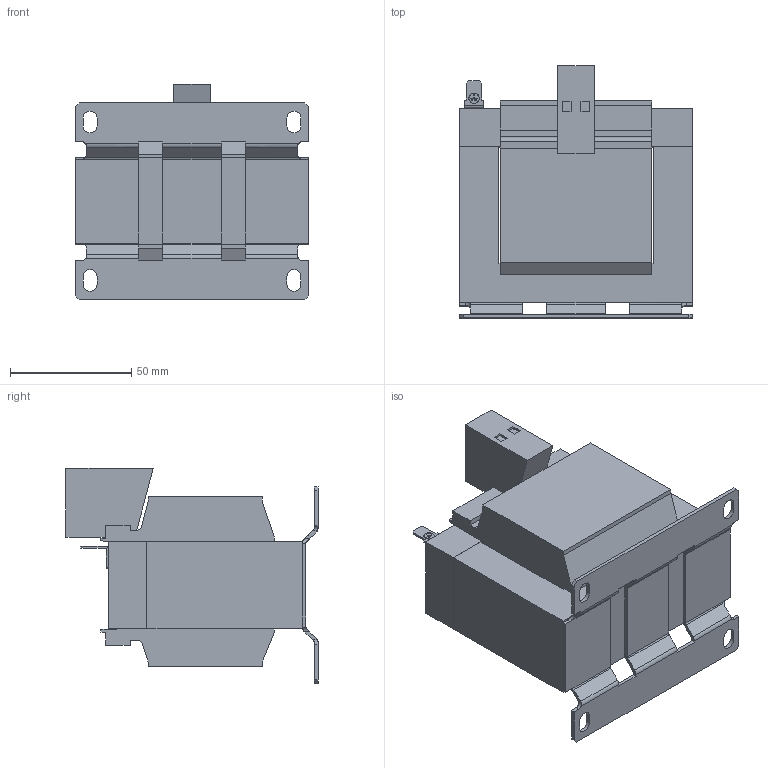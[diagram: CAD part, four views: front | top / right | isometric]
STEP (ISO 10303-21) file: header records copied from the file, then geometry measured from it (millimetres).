
FILE_DESCRIPTION (( 'STEP AP214' ), '1' );
FILE_NAME ('186322.STEP', '2020-05-29T00:28:21', ( '' ), ( '' ), 'SwSTEP 2.0', 'SolidWorks 2018', '' );
FILE_SCHEMA (( 'AUTOMOTIVE_DESIGN' ));
Length unit declared in the file: millimetre
Products named in the file (1): 186322
Bounding box: 96 x 103.9 x 88.6 mm (x, y, z)
Volume: 416552.7 mm3; surface area: 61875.1 mm2
Topology: 1 solids, 1 shells, 263 faces, 699 edges, 436 vertices
Faces by surface type: plane 211, cylinder 52
Entity records: 8151 total; most frequent: CARTESIAN_POINT 1587, ORIENTED_EDGE 1398, DIRECTION 1283, EDGE_CURVE 699, VECTOR 587, LINE 587, VERTEX_POINT 436, AXIS2_PLACEMENT_3D 348
